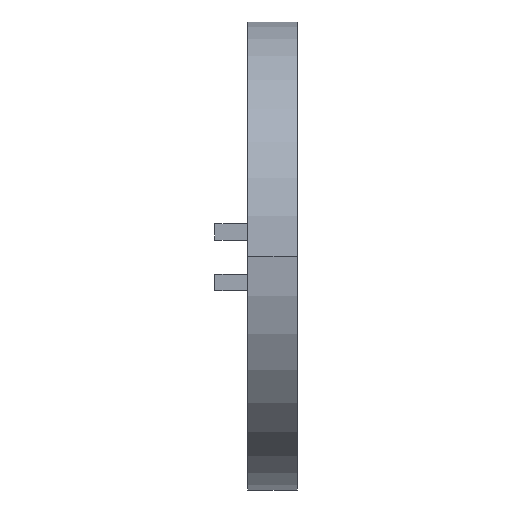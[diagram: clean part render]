
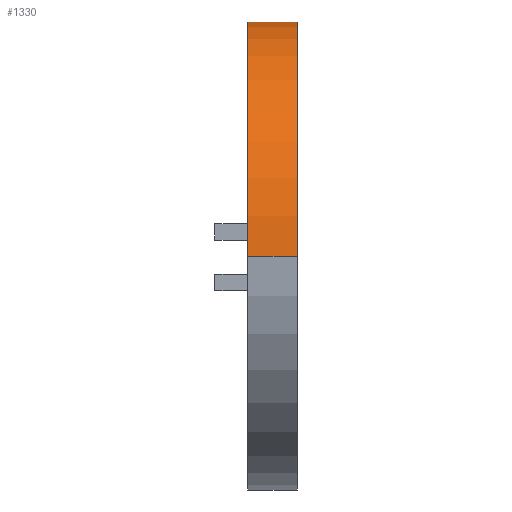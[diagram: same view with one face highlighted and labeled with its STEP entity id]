
A CAD part, left-side view. The second image highlights one B-rep face of the part: STEP entity #1330.
In plain terms, the highlighted cylindrical face has radius 35.5 mm (diameter 71 mm), a partial arc.
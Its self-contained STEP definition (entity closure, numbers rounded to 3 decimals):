
#22 = CARTESIAN_POINT ( 'NONE',  ( 12.406, 44.174, 55.186 ) ) ;
#88 = CYLINDRICAL_SURFACE ( 'NONE', #941, 35.5 ) ;
#93 = DIRECTION ( 'NONE',  ( 0., -1., 0. ) ) ;
#107 = ORIENTED_EDGE ( 'NONE', *, *, #1355, .F. ) ;
#236 = DIRECTION ( 'NONE',  ( 1., 0., 0. ) ) ;
#262 = VERTEX_POINT ( 'NONE', #1331 ) ;
#365 = LINE ( 'NONE', #1580, #1025 ) ;
#386 = VECTOR ( 'NONE', #1051, 1000. ) ;
#461 = VERTEX_POINT ( 'NONE', #658 ) ;
#470 = VERTEX_POINT ( 'NONE', #1152 ) ;
#479 = DIRECTION ( 'NONE',  ( 0., -1., 0. ) ) ;
#499 = CIRCLE ( 'NONE', #1433, 35.5 ) ;
#515 = EDGE_CURVE ( 'NONE', #704, #461, #365, .T. ) ;
#620 = AXIS2_PLACEMENT_3D ( 'NONE', #22, #889, #1273 ) ;
#653 = CARTESIAN_POINT ( 'NONE',  ( -23.094, 51.674, 55.186 ) ) ;
#658 = CARTESIAN_POINT ( 'NONE',  ( -23.094, 44.174, 55.186 ) ) ;
#680 = LINE ( 'NONE', #1288, #386 ) ;
#704 = VERTEX_POINT ( 'NONE', #653 ) ;
#730 = FACE_OUTER_BOUND ( 'NONE', #1167, .T. ) ;
#798 = EDGE_CURVE ( 'NONE', #470, #262, #680, .T. ) ;
#889 = DIRECTION ( 'NONE',  ( 0., 1., 0. ) ) ;
#941 = AXIS2_PLACEMENT_3D ( 'NONE', #1603, #93, #1453 ) ;
#999 = ORIENTED_EDGE ( 'NONE', *, *, #515, .T. ) ;
#1025 = VECTOR ( 'NONE', #479, 1000. ) ;
#1051 = DIRECTION ( 'NONE',  ( 0., -1., 0. ) ) ;
#1080 = EDGE_CURVE ( 'NONE', #461, #262, #1564, .T. ) ;
#1152 = CARTESIAN_POINT ( 'NONE',  ( 38.099, 51.674, 79.683 ) ) ;
#1167 = EDGE_LOOP ( 'NONE', ( #107, #999, #1190, #1187 ) ) ;
#1187 = ORIENTED_EDGE ( 'NONE', *, *, #798, .F. ) ;
#1190 = ORIENTED_EDGE ( 'NONE', *, *, #1080, .T. ) ;
#1273 = DIRECTION ( 'NONE',  ( 1., 0., 0. ) ) ;
#1288 = CARTESIAN_POINT ( 'NONE',  ( 38.099, 51.674, 79.683 ) ) ;
#1330 = ADVANCED_FACE ( 'NONE', ( #730 ), #88, .T. ) ;
#1331 = CARTESIAN_POINT ( 'NONE',  ( 38.099, 44.174, 79.683 ) ) ;
#1348 = DIRECTION ( 'NONE',  ( 0., 1., 0. ) ) ;
#1355 = EDGE_CURVE ( 'NONE', #704, #470, #499, .T. ) ;
#1433 = AXIS2_PLACEMENT_3D ( 'NONE', #1567, #1348, #236 ) ;
#1453 = DIRECTION ( 'NONE',  ( -1., 0., 0. ) ) ;
#1564 = CIRCLE ( 'NONE', #620, 35.5 ) ;
#1567 = CARTESIAN_POINT ( 'NONE',  ( 12.406, 51.674, 55.186 ) ) ;
#1580 = CARTESIAN_POINT ( 'NONE',  ( -23.094, 51.674, 55.186 ) ) ;
#1603 = CARTESIAN_POINT ( 'NONE',  ( 12.406, 51.674, 55.186 ) ) ;
